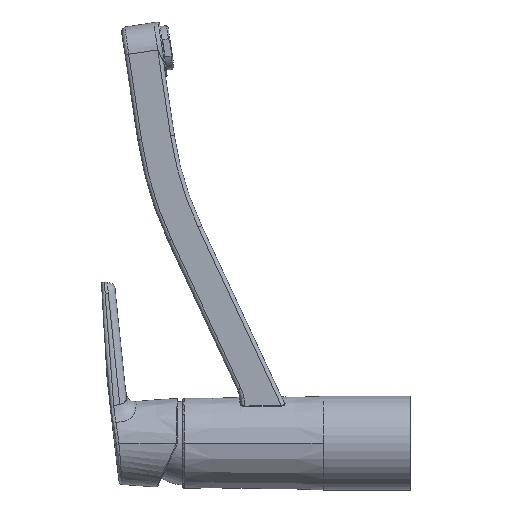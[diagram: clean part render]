
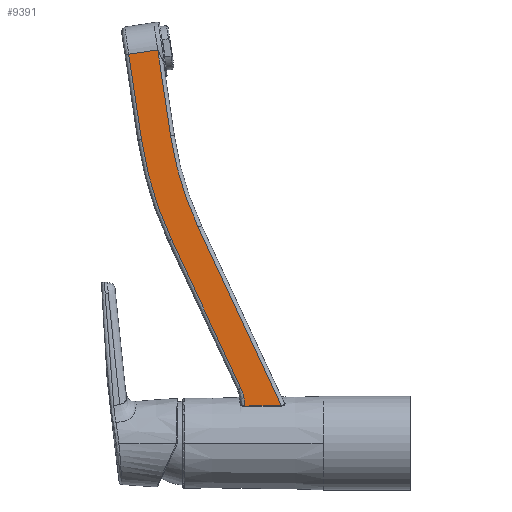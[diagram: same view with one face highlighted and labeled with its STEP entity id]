
A CAD part, left-side view. The second image highlights one B-rep face of the part: STEP entity #9391.
In plain terms, the highlighted planar face has unit normal (-1, 0, 0).
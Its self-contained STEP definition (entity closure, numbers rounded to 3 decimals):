
#356 = EDGE_CURVE ( 'NONE', #3994, #12469, #398, .T. ) ;
#398 = LINE ( 'NONE', #3927, #6955 ) ;
#417 = VERTEX_POINT ( 'NONE', #7019 ) ;
#471 = EDGE_CURVE ( 'NONE', #12514, #11845, #9184, .T. ) ;
#556 = VERTEX_POINT ( 'NONE', #13634 ) ;
#1028 = CARTESIAN_POINT ( 'NONE',  ( -15., 130.559, 167.471 ) ) ;
#1044 = DIRECTION ( 'NONE',  ( 1., 0., 0. ) ) ;
#1533 = CARTESIAN_POINT ( 'NONE',  ( -15., 111.14, 70.283 ) ) ;
#1617 = LINE ( 'NONE', #2236, #10065 ) ;
#1698 = EDGE_CURVE ( 'NONE', #3994, #2014, #11252, .T. ) ;
#1934 = VECTOR ( 'NONE', #5611, 1000. ) ;
#1947 = DIRECTION ( 'NONE',  ( 1., 0., 0. ) ) ;
#1953 = ORIENTED_EDGE ( 'NONE', *, *, #5770, .T. ) ;
#2014 = VERTEX_POINT ( 'NONE', #10552 ) ;
#2236 = CARTESIAN_POINT ( 'NONE',  ( -15., 92.896, 69.017 ) ) ;
#2368 = FACE_OUTER_BOUND ( 'NONE', #13548, .T. ) ;
#2427 = CARTESIAN_POINT ( 'NONE',  ( -15., -49.432, 194.445 ) ) ;
#2470 = VERTEX_POINT ( 'NONE', #13107 ) ;
#2618 = DIRECTION ( 'NONE',  ( 0., -0.148, -0.989 ) ) ;
#3430 = EDGE_CURVE ( 'NONE', #417, #8742, #12023, .T. ) ;
#3495 = ORIENTED_EDGE ( 'NONE', *, *, #471, .T. ) ;
#3516 = CARTESIAN_POINT ( 'NONE',  ( -15., 146.394, 165.179 ) ) ;
#3927 = CARTESIAN_POINT ( 'NONE',  ( -15., 149.867, 188.421 ) ) ;
#3994 = VERTEX_POINT ( 'NONE', #10968 ) ;
#4192 = EDGE_CURVE ( 'NONE', #11845, #2470, #5644, .T. ) ;
#4385 = ORIENTED_EDGE ( 'NONE', *, *, #9548, .T. ) ;
#4470 = DIRECTION ( 'NONE',  ( 0., 0.423, 0.906 ) ) ;
#4927 = ORIENTED_EDGE ( 'NONE', *, *, #3430, .T. ) ;
#4961 = AXIS2_PLACEMENT_3D ( 'NONE', #7529, #1947, #11724 ) ;
#5057 = B_SPLINE_CURVE_WITH_KNOTS ( 'NONE', 3,
 ( #8482, #8534, #7370, #10700 ),
 .UNSPECIFIED., .F., .F.,
 ( 4, 4 ),
 ( 0., 1. ),
 .UNSPECIFIED. ) ;
#5480 = CARTESIAN_POINT ( 'NONE',  ( -15., 112.201, 20.503 ) ) ;
#5551 = ORIENTED_EDGE ( 'NONE', *, *, #1698, .F. ) ;
#5611 = DIRECTION ( 'NONE',  ( 0., -0.989, 0.148 ) ) ;
#5644 = CIRCLE ( 'NONE', #11586, 22. ) ;
#5762 = DIRECTION ( 'NONE',  ( 0., 0.989, -0.148 ) ) ;
#5770 = EDGE_CURVE ( 'NONE', #556, #417, #1617, .T. ) ;
#6072 = ORIENTED_EDGE ( 'NONE', *, *, #356, .T. ) ;
#6209 = ORIENTED_EDGE ( 'NONE', *, *, #12193, .T. ) ;
#6776 = DIRECTION ( 'NONE',  ( 0., 0., -1. ) ) ;
#6955 = VECTOR ( 'NONE', #2618, 1000. ) ;
#7019 = CARTESIAN_POINT ( 'NONE',  ( -15., 115.517, 117.529 ) ) ;
#7091 = AXIS2_PLACEMENT_3D ( 'NONE', #2427, #12371, #5762 ) ;
#7137 = EDGE_CURVE ( 'NONE', #8742, #2014, #8751, .T. ) ;
#7352 = CARTESIAN_POINT ( 'NONE',  ( -15., 130.559, 167.471 ) ) ;
#7370 = CARTESIAN_POINT ( 'NONE',  ( -15., 76.917, 20.398 ) ) ;
#7529 = CARTESIAN_POINT ( 'NONE',  ( -15., -49.431, 194.445 ) ) ;
#7710 = CIRCLE ( 'NONE', #7091, 198. ) ;
#7734 = CARTESIAN_POINT ( 'NONE',  ( -15., -49.431, 194.445 ) ) ;
#7874 = DIRECTION ( 'NONE',  ( 1., 0., 0. ) ) ;
#8482 = CARTESIAN_POINT ( 'NONE',  ( -15., 90.204, 20.181 ) ) ;
#8534 = CARTESIAN_POINT ( 'NONE',  ( -15., 83.56, 20.289 ) ) ;
#8742 = VERTEX_POINT ( 'NONE', #7352 ) ;
#8751 = LINE ( 'NONE', #1028, #14277 ) ;
#8837 = VECTOR ( 'NONE', #13754, 1000. ) ;
#9184 = LINE ( 'NONE', #1533, #8837 ) ;
#9391 = ADVANCED_FACE ( 'NONE', ( #2368 ), #10661, .F. ) ;
#9548 = EDGE_CURVE ( 'NONE', #2470, #556, #5057, .T. ) ;
#9823 = DIRECTION ( 'NONE',  ( 0., 0., -1. ) ) ;
#10043 = ORIENTED_EDGE ( 'NONE', *, *, #7137, .T. ) ;
#10065 = VECTOR ( 'NONE', #4470, 1000. ) ;
#10552 = CARTESIAN_POINT ( 'NONE',  ( -15., 137.503, 214.03 ) ) ;
#10661 = PLANE ( 'NONE',  #4961 ) ;
#10700 = CARTESIAN_POINT ( 'NONE',  ( -15., 70.274, 20.506 ) ) ;
#10873 = CARTESIAN_POINT ( 'NONE',  ( -15., 92.262, 29.8 ) ) ;
#10968 = CARTESIAN_POINT ( 'NONE',  ( -15., 153.341, 211.663 ) ) ;
#11146 = DIRECTION ( 'NONE',  ( 0., 0.148, 0.989 ) ) ;
#11235 = CARTESIAN_POINT ( 'NONE',  ( -15., 130.018, 110.767 ) ) ;
#11252 = LINE ( 'NONE', #12220, #1934 ) ;
#11586 = AXIS2_PLACEMENT_3D ( 'NONE', #5480, #7874, #6776 ) ;
#11724 = DIRECTION ( 'NONE',  ( 0., 0., -1. ) ) ;
#11845 = VERTEX_POINT ( 'NONE', #10873 ) ;
#12023 = CIRCLE ( 'NONE', #14281, 182. ) ;
#12193 = EDGE_CURVE ( 'NONE', #12469, #12514, #7710, .T. ) ;
#12220 = CARTESIAN_POINT ( 'NONE',  ( -15., 135.563, 214.319 ) ) ;
#12371 = DIRECTION ( 'NONE',  ( -1., 0., 0. ) ) ;
#12469 = VERTEX_POINT ( 'NONE', #3516 ) ;
#12514 = VERTEX_POINT ( 'NONE', #11235 ) ;
#13107 = CARTESIAN_POINT ( 'NONE',  ( -15., 90.204, 20.181 ) ) ;
#13152 = ORIENTED_EDGE ( 'NONE', *, *, #4192, .T. ) ;
#13548 = EDGE_LOOP ( 'NONE', ( #1953, #4927, #10043, #5551, #6072, #6209, #3495, #13152, #4385 ) ) ;
#13634 = CARTESIAN_POINT ( 'NONE',  ( -15., 70.274, 20.506 ) ) ;
#13754 = DIRECTION ( 'NONE',  ( 0., -0.423, -0.906 ) ) ;
#14277 = VECTOR ( 'NONE', #11146, 1000. ) ;
#14281 = AXIS2_PLACEMENT_3D ( 'NONE', #7734, #1044, #9823 ) ;
